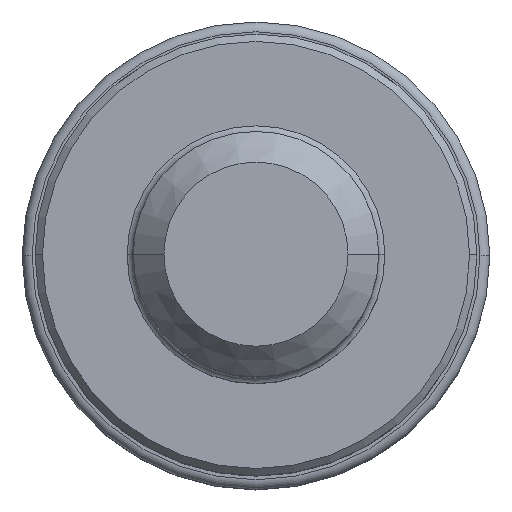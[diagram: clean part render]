
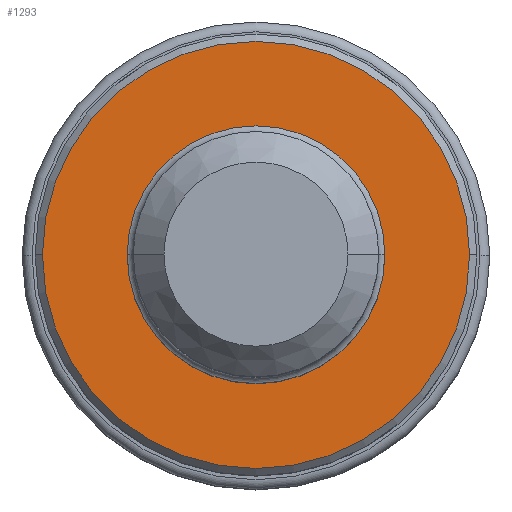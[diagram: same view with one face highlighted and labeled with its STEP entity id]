
A CAD part, top view. The second image highlights one B-rep face of the part: STEP entity #1293.
In plain terms, the highlighted planar face has unit normal (0, 0, 1).
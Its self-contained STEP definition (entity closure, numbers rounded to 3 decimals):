
#1141=PLANE('',#3957);
#1147=FACE_BOUND('',#1616,.T.);
#1148=FACE_BOUND('',#1617,.T.);
#1293=ADVANCED_FACE('',(#1147,#1148),#1141,.F.);
#1616=EDGE_LOOP('',(#2205,#2206));
#1617=EDGE_LOOP('',(#2207,#2208));
#2205=ORIENTED_EDGE('',*,*,#2743,.T.);
#2206=ORIENTED_EDGE('',*,*,#2740,.T.);
#2207=ORIENTED_EDGE('',*,*,#2744,.T.);
#2208=ORIENTED_EDGE('',*,*,#2745,.T.);
#2436=VERTEX_POINT('',#6747);
#2437=VERTEX_POINT('',#6748);
#2438=VERTEX_POINT('',#6755);
#2439=VERTEX_POINT('',#6756);
#2740=EDGE_CURVE('',#2436,#2437,#3158,.T.);
#2743=EDGE_CURVE('',#2437,#2436,#3159,.T.);
#2744=EDGE_CURVE('',#2438,#2439,#3160,.T.);
#2745=EDGE_CURVE('',#2439,#2438,#3161,.T.);
#3158=CIRCLE('',#3951,8.7);
#3159=CIRCLE('',#3953,8.7);
#3160=CIRCLE('',#3955,5.25);
#3161=CIRCLE('',#3956,5.25);
#3951=AXIS2_PLACEMENT_3D('',#6746,#4583,#4584);
#3953=AXIS2_PLACEMENT_3D('',#6752,#4589,#4590);
#3955=AXIS2_PLACEMENT_3D('',#6754,#4593,#4594);
#3956=AXIS2_PLACEMENT_3D('',#6757,#4595,#4596);
#3957=AXIS2_PLACEMENT_3D('',#6758,#4597,#4598);
#4583=DIRECTION('',(0.,0.,1.));
#4584=DIRECTION('',(-1.,0.,0.));
#4589=DIRECTION('',(0.,0.,1.));
#4590=DIRECTION('',(1.,0.,0.));
#4593=DIRECTION('',(0.,0.,-1.));
#4594=DIRECTION('',(1.,0.,0.));
#4595=DIRECTION('',(0.,0.,-1.));
#4596=DIRECTION('',(-1.,0.,0.));
#4597=DIRECTION('',(0.,0.,-1.));
#4598=DIRECTION('',(1.,0.,0.));
#6746=CARTESIAN_POINT('',(0.,0.,0.));
#6747=CARTESIAN_POINT('',(-8.7,0.,0.));
#6748=CARTESIAN_POINT('',(8.7,0.,0.));
#6752=CARTESIAN_POINT('',(0.,0.,0.));
#6754=CARTESIAN_POINT('',(0.,0.,0.));
#6755=CARTESIAN_POINT('',(5.25,0.,0.));
#6756=CARTESIAN_POINT('',(-5.25,0.,0.));
#6757=CARTESIAN_POINT('',(0.,0.,0.));
#6758=CARTESIAN_POINT('',(0.,0.,0.));
